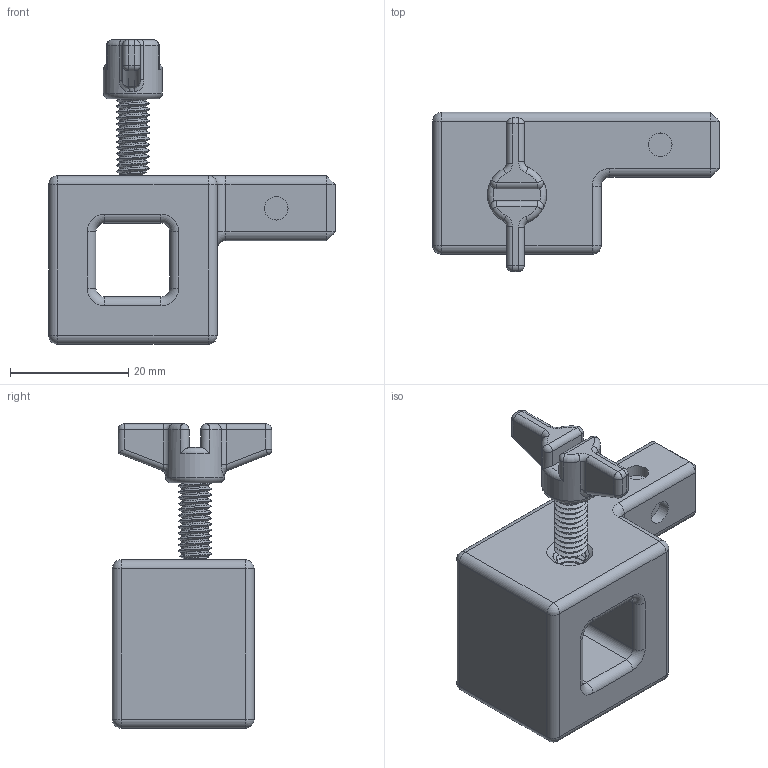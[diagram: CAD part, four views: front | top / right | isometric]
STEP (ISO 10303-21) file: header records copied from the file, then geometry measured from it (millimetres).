
FILE_DESCRIPTION(/* description */ (''),/* implementation_level */ '2;1');
FILE_NAME(/* name */ '90 degree adapter.step',/* time_stamp */ '2021-01-04T10:47:09-06:00',/* author */ (''),/* organization */ (''),/* preprocessor_version */ 'ST-DEVELOPER v18.1',/* originating_system */ 'Autodesk Translation Framework v9.7.1.1290',/* authorisation */ '');
FILE_SCHEMA (('AUTOMOTIVE_DESIGN { 1 0 10303 214 3 1 1 }'));
Length unit declared in the file: millimetre
Products named in the file (1): 90 degree adapter
Bounding box: 48.5 x 27 x 51.5 mm (x, y, z)
Volume: 18869.6 mm3; surface area: 7038.4 mm2
Topology: 2 solids, 2 shells, 195 faces, 458 edges, 268 vertices
Faces by surface type: cylinder 104, plane 36, torus 22, sphere 17, bspline 10, cone 6
Full cylindrical faces by diameter (mm): 4 x4, 4.543 x11, 5.035 x5, 5.684 x8, 6.147 x4, 10 x1
Entity records: 9075 total; most frequent: CARTESIAN_POINT 4753, ORIENTED_EDGE 908, DIRECTION 875, EDGE_CURVE 454, AXIS2_PLACEMENT_3D 350, VERTEX_POINT 268, EDGE_LOOP 204, FACE_OUTER_BOUND 195
